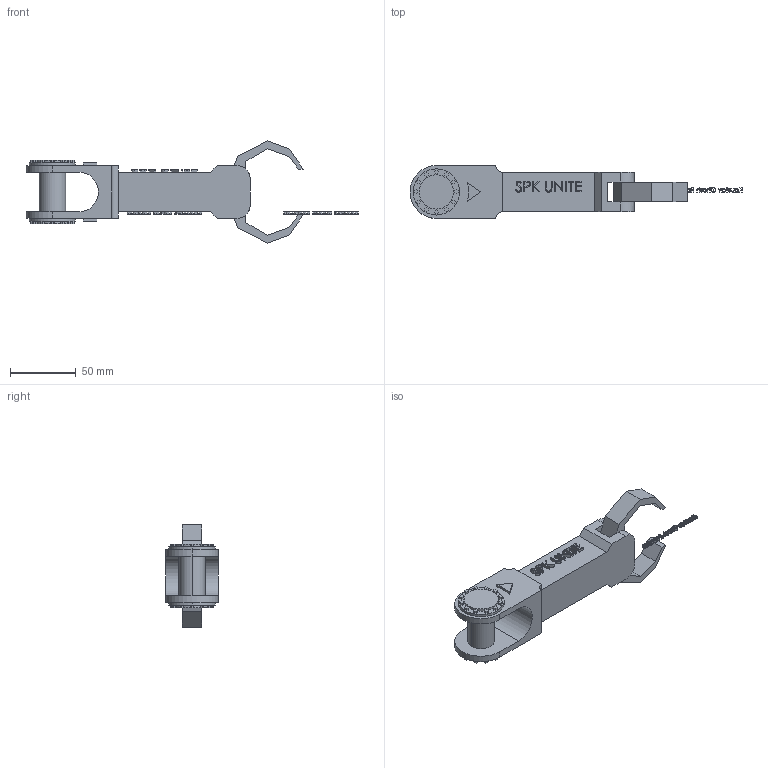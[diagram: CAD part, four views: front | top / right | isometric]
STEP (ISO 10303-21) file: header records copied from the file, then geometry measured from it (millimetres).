
FILE_DESCRIPTION (( 'STEP AP203' ), '1' );
FILE_NAME ('Part5 with coords_Default_sldprt.STEP', '2020-05-13T15:48:12', ( '' ), ( '' ), 'SwSTEP 2.0', 'SolidWorks 2020', '' );
FILE_SCHEMA (( 'CONFIG_CONTROL_DESIGN' ));
Length unit declared in the file: millimetre
Products named in the file (1): Part5 with coords_Default_sldprt
Bounding box: 251.76 x 40 x 77.53 mm (x, y, z)
Volume: 163424.5 mm3; surface area: 37731.2 mm2
Topology: 22 solids, 22 shells, 868 faces, 2277 edges, 1514 vertices
Faces by surface type: plane 578, bspline 264, cylinder 26
Entity records: 39424 total; most frequent: CARTESIAN_POINT 19676, ORIENTED_EDGE 4554, DIRECTION 3015, EDGE_CURVE 2277, LINE 1693, VECTOR 1693, VERTEX_POINT 1514, EDGE_LOOP 949
